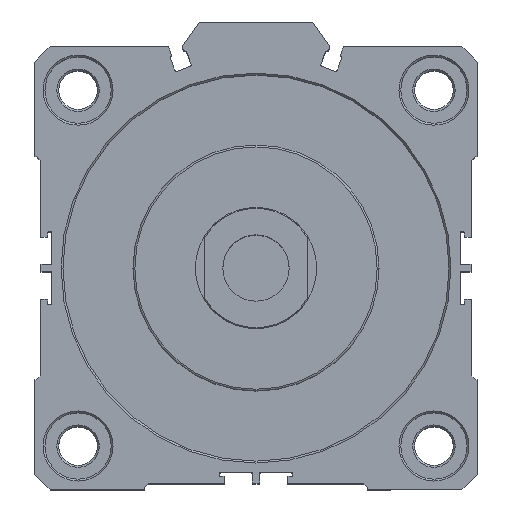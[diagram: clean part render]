
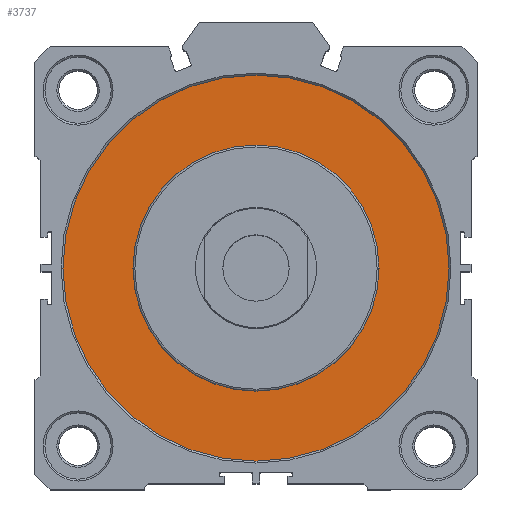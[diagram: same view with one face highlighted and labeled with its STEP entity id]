
A CAD part, top view. The second image highlights one B-rep face of the part: STEP entity #3737.
In plain terms, the highlighted planar face has unit normal (0, 0, 1).
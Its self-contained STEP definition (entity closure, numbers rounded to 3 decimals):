
#24 = AXIS2_PLACEMENT_3D ( 'NONE', #5608, #1831, #6259 ) ;
#436 = CIRCLE ( 'NONE', #7572, 32.5 ) ;
#1339 = EDGE_LOOP ( 'NONE', ( #2587, #2102 ) ) ;
#1635 = EDGE_CURVE ( 'NONE', #3415, #5799, #5251, .T. ) ;
#1682 = FACE_BOUND ( 'NONE', #4882, .T. ) ;
#1756 = EDGE_CURVE ( 'NONE', #7674, #6370, #2775, .T. ) ;
#1831 = DIRECTION ( 'NONE',  ( 0., 0., 1. ) ) ;
#1954 = CARTESIAN_POINT ( 'NONE',  ( 0., 0., 26. ) ) ;
#2102 = ORIENTED_EDGE ( 'NONE', *, *, #1756, .T. ) ;
#2180 = CARTESIAN_POINT ( 'NONE',  ( 0., 0., 26. ) ) ;
#2277 = AXIS2_PLACEMENT_3D ( 'NONE', #2714, #7142, #3352 ) ;
#2538 = CARTESIAN_POINT ( 'NONE',  ( -51., 0., 26. ) ) ;
#2587 = ORIENTED_EDGE ( 'NONE', *, *, #5974, .T. ) ;
#2603 = DIRECTION ( 'NONE',  ( 1., 0., 0. ) ) ;
#2714 = CARTESIAN_POINT ( 'NONE',  ( 0., 0., 26. ) ) ;
#2775 = CIRCLE ( 'NONE', #2277, 51. ) ;
#2829 = DIRECTION ( 'NONE',  ( 1., 0., 0. ) ) ;
#3266 = CARTESIAN_POINT ( 'NONE',  ( 0., 0., 26. ) ) ;
#3352 = DIRECTION ( 'NONE',  ( 1., 0., 0. ) ) ;
#3415 = VERTEX_POINT ( 'NONE', #7097 ) ;
#3737 = ADVANCED_FACE ( 'NONE', ( #1682, #6530 ), #3925, .T. ) ;
#3925 = PLANE ( 'NONE',  #4012 ) ;
#4012 = AXIS2_PLACEMENT_3D ( 'NONE', #3266, #5797, #4543 ) ;
#4543 = DIRECTION ( 'NONE',  ( 1., 0., 0. ) ) ;
#4673 = ORIENTED_EDGE ( 'NONE', *, *, #1635, .F. ) ;
#4882 = EDGE_LOOP ( 'NONE', ( #4673, #6784 ) ) ;
#5251 = CIRCLE ( 'NONE', #5834, 32.5 ) ;
#5421 = CARTESIAN_POINT ( 'NONE',  ( 32.5, 0., 26. ) ) ;
#5608 = CARTESIAN_POINT ( 'NONE',  ( 0., 0., 26. ) ) ;
#5697 = EDGE_CURVE ( 'NONE', #5799, #3415, #436, .T. ) ;
#5797 = DIRECTION ( 'NONE',  ( 0., 0., 1. ) ) ;
#5799 = VERTEX_POINT ( 'NONE', #5421 ) ;
#5834 = AXIS2_PLACEMENT_3D ( 'NONE', #1954, #6409, #2603 ) ;
#5974 = EDGE_CURVE ( 'NONE', #6370, #7674, #7050, .T. ) ;
#6259 = DIRECTION ( 'NONE',  ( 1., 0., 0. ) ) ;
#6370 = VERTEX_POINT ( 'NONE', #6419 ) ;
#6409 = DIRECTION ( 'NONE',  ( 0., 0., 1. ) ) ;
#6419 = CARTESIAN_POINT ( 'NONE',  ( 51., 0., 26. ) ) ;
#6530 = FACE_OUTER_BOUND ( 'NONE', #1339, .T. ) ;
#6615 = DIRECTION ( 'NONE',  ( 0., 0., 1. ) ) ;
#6784 = ORIENTED_EDGE ( 'NONE', *, *, #5697, .F. ) ;
#7050 = CIRCLE ( 'NONE', #24, 51. ) ;
#7097 = CARTESIAN_POINT ( 'NONE',  ( -32.5, 0., 26. ) ) ;
#7142 = DIRECTION ( 'NONE',  ( 0., 0., 1. ) ) ;
#7572 = AXIS2_PLACEMENT_3D ( 'NONE', #2180, #6615, #2829 ) ;
#7674 = VERTEX_POINT ( 'NONE', #2538 ) ;
